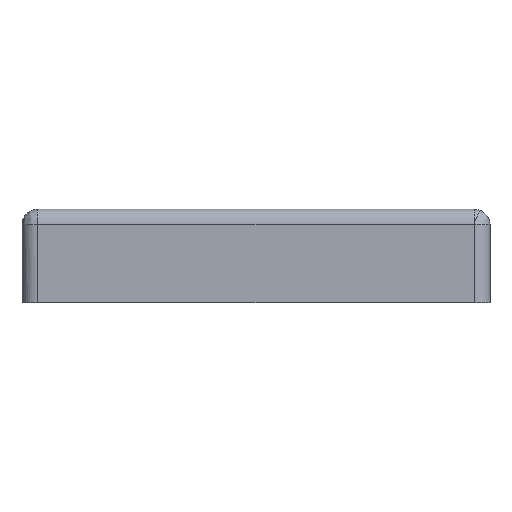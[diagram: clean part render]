
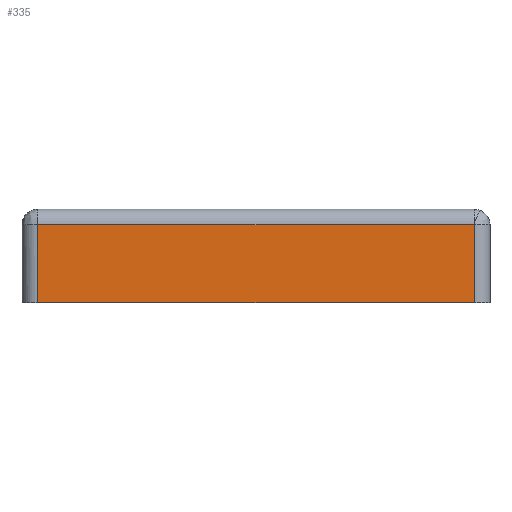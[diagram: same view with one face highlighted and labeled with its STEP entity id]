
A CAD part, front view. The second image highlights one B-rep face of the part: STEP entity #335.
In plain terms, the highlighted planar face has unit normal (0, -1, 0).
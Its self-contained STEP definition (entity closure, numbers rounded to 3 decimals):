
#97 = ORIENTED_EDGE ( 'NONE', *, *, #3949, .F. ) ;
#335 = ADVANCED_FACE ( 'NONE', ( #4483 ), #2190, .F. ) ;
#654 = VECTOR ( 'NONE', #7590, 1000. ) ;
#815 = CARTESIAN_POINT ( 'NONE',  ( 28., -30., 12. ) ) ;
#817 = CARTESIAN_POINT ( 'NONE',  ( -28., -30., 10. ) ) ;
#1294 = VERTEX_POINT ( 'NONE', #5067 ) ;
#2084 = CARTESIAN_POINT ( 'NONE',  ( 28., -30., 10. ) ) ;
#2123 = CARTESIAN_POINT ( 'NONE',  ( -30., -30., 0. ) ) ;
#2190 = PLANE ( 'NONE',  #4024 ) ;
#2317 = LINE ( 'NONE', #2123, #7870 ) ;
#2451 = VERTEX_POINT ( 'NONE', #4882 ) ;
#2625 = LINE ( 'NONE', #3983, #654 ) ;
#2951 = DIRECTION ( 'NONE',  ( 0., 1., 0. ) ) ;
#3320 = VECTOR ( 'NONE', #7698, 1000. ) ;
#3528 = EDGE_CURVE ( 'NONE', #1294, #6307, #5233, .T. ) ;
#3949 = EDGE_CURVE ( 'NONE', #6307, #7440, #2625, .T. ) ;
#3983 = CARTESIAN_POINT ( 'NONE',  ( 30., -30., 10. ) ) ;
#4024 = AXIS2_PLACEMENT_3D ( 'NONE', #7269, #2951, #7999 ) ;
#4067 = VECTOR ( 'NONE', #4486, 1000. ) ;
#4483 = FACE_OUTER_BOUND ( 'NONE', #7554, .T. ) ;
#4486 = DIRECTION ( 'NONE',  ( 0., 0., -1. ) ) ;
#4882 = CARTESIAN_POINT ( 'NONE',  ( 28., -30., 0. ) ) ;
#5067 = CARTESIAN_POINT ( 'NONE',  ( -28., -30., 0. ) ) ;
#5233 = LINE ( 'NONE', #7716, #3320 ) ;
#5582 = EDGE_CURVE ( 'NONE', #7440, #2451, #7926, .T. ) ;
#5864 = ORIENTED_EDGE ( 'NONE', *, *, #7424, .F. ) ;
#6307 = VERTEX_POINT ( 'NONE', #817 ) ;
#6320 = ORIENTED_EDGE ( 'NONE', *, *, #3528, .F. ) ;
#7205 = DIRECTION ( 'NONE',  ( -1., 0., 0. ) ) ;
#7269 = CARTESIAN_POINT ( 'NONE',  ( -30., -30., 12. ) ) ;
#7392 = ORIENTED_EDGE ( 'NONE', *, *, #5582, .F. ) ;
#7424 = EDGE_CURVE ( 'NONE', #2451, #1294, #2317, .T. ) ;
#7440 = VERTEX_POINT ( 'NONE', #2084 ) ;
#7554 = EDGE_LOOP ( 'NONE', ( #97, #6320, #5864, #7392 ) ) ;
#7590 = DIRECTION ( 'NONE',  ( 1., 0., 0. ) ) ;
#7698 = DIRECTION ( 'NONE',  ( 0., 0., 1. ) ) ;
#7716 = CARTESIAN_POINT ( 'NONE',  ( -28., -30., 12. ) ) ;
#7870 = VECTOR ( 'NONE', #7205, 1000. ) ;
#7926 = LINE ( 'NONE', #815, #4067 ) ;
#7999 = DIRECTION ( 'NONE',  ( 0., 0., 1. ) ) ;
